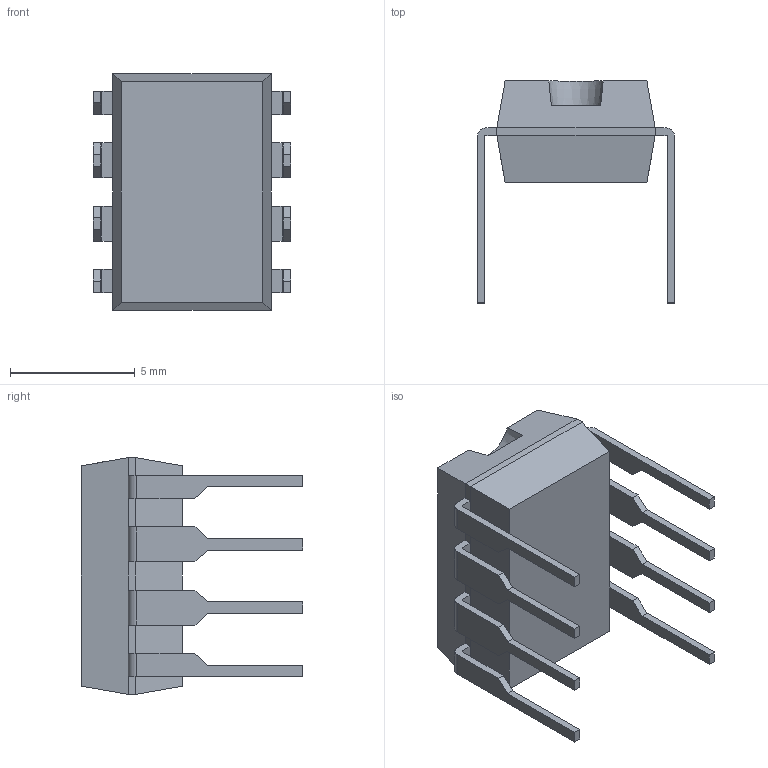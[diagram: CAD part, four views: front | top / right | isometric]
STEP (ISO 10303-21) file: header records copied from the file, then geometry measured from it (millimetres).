
FILE_DESCRIPTION (( 'STEP AP214' ), '1' );
FILE_NAME ('TC1044SCPA.STEP', '2024-02-08T15:56:42', ( 'LENOVO' ), ( '' ), 'SwSTEP 2.0', 'SolidWorks 2021', '' );
FILE_SCHEMA (( 'AUTOMOTIVE_DESIGN' ));
Length unit declared in the file: millimetre
Products named in the file (1): TC1044SCPA
Bounding box: 7.91 x 8.89 x 9.5 mm (x, y, z)
Volume: 237.9 mm3; surface area: 358.9 mm2
Topology: 9 solids, 9 shells, 120 faces, 298 edges, 196 vertices
Faces by surface type: plane 103, cylinder 16, cone 1
Entity records: 3618 total; most frequent: CARTESIAN_POINT 621, ORIENTED_EDGE 596, DIRECTION 572, EDGE_CURVE 298, VECTOR 262, LINE 262, VERTEX_POINT 196, AXIS2_PLACEMENT_3D 155
